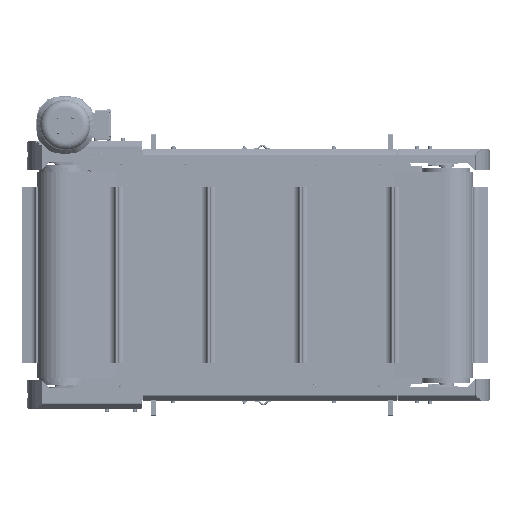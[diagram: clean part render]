
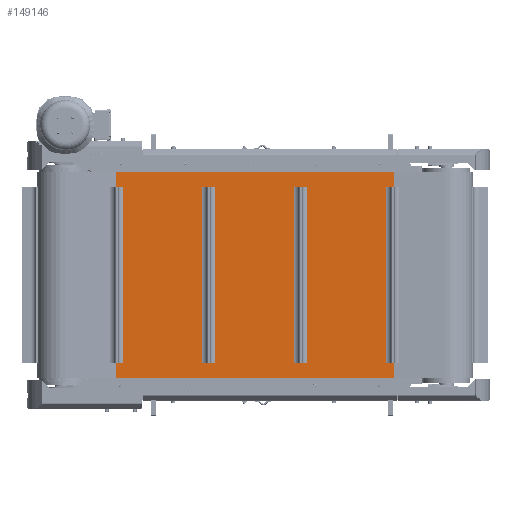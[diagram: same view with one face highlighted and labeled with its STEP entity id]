
A CAD part, left-side view. The second image highlights one B-rep face of the part: STEP entity #149146.
In plain terms, the highlighted planar face has unit normal (-1, 0, 0).
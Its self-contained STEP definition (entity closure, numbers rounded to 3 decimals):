
#5236=FACE_BOUND('',#20644,.T.);
#5237=FACE_BOUND('',#20645,.T.);
#6750=PLANE('',#158565);
#12238=FACE_OUTER_BOUND('',#20643,.T.);
#20643=EDGE_LOOP('',(#100784,#100785,#100786,#100787,#100788,#100789,#100790,
#100791,#100792,#100793,#100794,#100795));
#20644=EDGE_LOOP('',(#100796,#100797,#100798,#100799));
#20645=EDGE_LOOP('',(#100800,#100801,#100802,#100803));
#29945=LINE('',#215695,#43186);
#29951=LINE('',#215711,#43192);
#29964=LINE('',#215740,#43205);
#29966=LINE('',#215745,#43207);
#29970=LINE('',#215752,#43211);
#29971=LINE('',#215756,#43212);
#29975=LINE('',#215764,#43216);
#29988=LINE('',#215798,#43229);
#29990=LINE('',#215801,#43231);
#29991=LINE('',#215805,#43232);
#29995=LINE('',#215813,#43236);
#30008=LINE('',#215847,#43249);
#30010=LINE('',#215850,#43251);
#30011=LINE('',#215854,#43252);
#30029=LINE('',#215899,#43270);
#30032=LINE('',#215903,#43273);
#30033=LINE('',#215906,#43274);
#30034=LINE('',#215907,#43275);
#30035=LINE('',#215909,#43276);
#30036=LINE('',#215910,#43277);
#43186=VECTOR('',#174529,10.);
#43192=VECTOR('',#174541,10.);
#43205=VECTOR('',#174570,10.);
#43207=VECTOR('',#174576,10.);
#43211=VECTOR('',#174580,10.);
#43212=VECTOR('',#174583,10.);
#43216=VECTOR('',#174589,10.);
#43229=VECTOR('',#174622,10.);
#43231=VECTOR('',#174626,10.);
#43232=VECTOR('',#174629,10.);
#43236=VECTOR('',#174635,10.);
#43249=VECTOR('',#174668,10.);
#43251=VECTOR('',#174672,10.);
#43252=VECTOR('',#174675,10.);
#43270=VECTOR('',#174715,10.);
#43273=VECTOR('',#174720,10.);
#43274=VECTOR('',#174723,10.);
#43275=VECTOR('',#174724,10.);
#43276=VECTOR('',#174725,10.);
#43277=VECTOR('',#174726,10.);
#61884=VERTEX_POINT('',#215691);
#61886=VERTEX_POINT('',#215694);
#61893=VERTEX_POINT('',#215710);
#61901=VERTEX_POINT('',#215737);
#61902=VERTEX_POINT('',#215744);
#61905=VERTEX_POINT('',#215750);
#61906=VERTEX_POINT('',#215754);
#61907=VERTEX_POINT('',#215755);
#61910=VERTEX_POINT('',#215763);
#61921=VERTEX_POINT('',#215797);
#61922=VERTEX_POINT('',#215803);
#61923=VERTEX_POINT('',#215804);
#61926=VERTEX_POINT('',#215812);
#61937=VERTEX_POINT('',#215846);
#61938=VERTEX_POINT('',#215852);
#61939=VERTEX_POINT('',#215853);
#61954=VERTEX_POINT('',#215897);
#61955=VERTEX_POINT('',#215898);
#61956=VERTEX_POINT('',#215905);
#61957=VERTEX_POINT('',#215908);
#76668=EDGE_CURVE('',#61886,#61884,#29945,.T.);
#76676=EDGE_CURVE('',#61893,#61886,#29951,.T.);
#76691=EDGE_CURVE('',#61901,#61893,#29964,.T.);
#76693=EDGE_CURVE('',#61902,#61901,#29966,.T.);
#76697=EDGE_CURVE('',#61884,#61905,#29970,.T.);
#76698=EDGE_CURVE('',#61906,#61907,#29971,.T.);
#76702=EDGE_CURVE('',#61910,#61906,#29975,.T.);
#76719=EDGE_CURVE('',#61921,#61910,#29988,.T.);
#76721=EDGE_CURVE('',#61907,#61921,#29990,.T.);
#76722=EDGE_CURVE('',#61922,#61923,#29991,.T.);
#76726=EDGE_CURVE('',#61926,#61922,#29995,.T.);
#76743=EDGE_CURVE('',#61937,#61926,#30008,.T.);
#76745=EDGE_CURVE('',#61923,#61937,#30010,.T.);
#76746=EDGE_CURVE('',#61938,#61939,#30011,.T.);
#76768=EDGE_CURVE('',#61954,#61955,#30029,.T.);
#76771=EDGE_CURVE('',#61939,#61954,#30032,.T.);
#76772=EDGE_CURVE('',#61956,#61905,#30033,.T.);
#76773=EDGE_CURVE('',#61956,#61938,#30034,.T.);
#76774=EDGE_CURVE('',#61955,#61957,#30035,.T.);
#76775=EDGE_CURVE('',#61902,#61957,#30036,.T.);
#100784=ORIENTED_EDGE('',*,*,#76668,.T.);
#100785=ORIENTED_EDGE('',*,*,#76697,.T.);
#100786=ORIENTED_EDGE('',*,*,#76772,.F.);
#100787=ORIENTED_EDGE('',*,*,#76773,.T.);
#100788=ORIENTED_EDGE('',*,*,#76746,.T.);
#100789=ORIENTED_EDGE('',*,*,#76771,.T.);
#100790=ORIENTED_EDGE('',*,*,#76768,.T.);
#100791=ORIENTED_EDGE('',*,*,#76774,.T.);
#100792=ORIENTED_EDGE('',*,*,#76775,.F.);
#100793=ORIENTED_EDGE('',*,*,#76693,.T.);
#100794=ORIENTED_EDGE('',*,*,#76691,.T.);
#100795=ORIENTED_EDGE('',*,*,#76676,.T.);
#100796=ORIENTED_EDGE('',*,*,#76702,.T.);
#100797=ORIENTED_EDGE('',*,*,#76698,.T.);
#100798=ORIENTED_EDGE('',*,*,#76721,.T.);
#100799=ORIENTED_EDGE('',*,*,#76719,.T.);
#100800=ORIENTED_EDGE('',*,*,#76726,.T.);
#100801=ORIENTED_EDGE('',*,*,#76722,.T.);
#100802=ORIENTED_EDGE('',*,*,#76745,.T.);
#100803=ORIENTED_EDGE('',*,*,#76743,.T.);
#149146=ADVANCED_FACE('',(#12238,#5236,#5237),#6750,.T.);
#158565=AXIS2_PLACEMENT_3D('',#215904,#174721,#174722);
#174529=DIRECTION('',(0.,-1.,0.));
#174541=DIRECTION('',(0.,0.,1.));
#174570=DIRECTION('',(0.,1.,0.));
#174576=DIRECTION('',(0.,0.,1.));
#174580=DIRECTION('',(0.,0.,1.));
#174583=DIRECTION('',(0.,0.,1.));
#174589=DIRECTION('',(0.,1.,0.));
#174622=DIRECTION('',(0.,0.,-1.));
#174626=DIRECTION('',(0.,-1.,0.));
#174629=DIRECTION('',(0.,0.,1.));
#174635=DIRECTION('',(0.,1.,0.));
#174668=DIRECTION('',(0.,0.,-1.));
#174672=DIRECTION('',(0.,-1.,0.));
#174675=DIRECTION('',(0.,-1.,0.));
#174715=DIRECTION('',(0.,1.,0.));
#174720=DIRECTION('',(0.,0.,-1.));
#174721=DIRECTION('center_axis',(-1.,0.,0.));
#174722=DIRECTION('ref_axis',(0.,-1.,0.));
#174723=DIRECTION('',(0.,-1.,0.));
#174724=DIRECTION('',(0.,0.,-1.));
#174725=DIRECTION('',(0.,0.,-1.));
#174726=DIRECTION('',(0.,1.,0.));
#215691=CARTESIAN_POINT('',(-157.35,-500.901,300.));
#215694=CARTESIAN_POINT('',(-157.35,-476.416,300.));
#215695=CARTESIAN_POINT('',(-157.35,-28.158,300.));
#215710=CARTESIAN_POINT('',(-157.35,-476.416,-300.));
#215711=CARTESIAN_POINT('',(-157.35,-476.416,0.));
#215737=CARTESIAN_POINT('',(-157.35,-500.901,-300.));
#215740=CARTESIAN_POINT('',(-157.35,-28.158,-300.));
#215744=CARTESIAN_POINT('',(-157.35,-500.901,-350.));
#215745=CARTESIAN_POINT('',(-157.35,-500.901,0.));
#215750=CARTESIAN_POINT('',(-157.35,-500.901,350.));
#215752=CARTESIAN_POINT('',(-157.35,-500.901,0.));
#215754=CARTESIAN_POINT('',(-157.35,-163.675,-300.));
#215755=CARTESIAN_POINT('',(-157.35,-163.675,300.));
#215756=CARTESIAN_POINT('',(-157.35,-163.675,0.));
#215763=CARTESIAN_POINT('',(-157.35,-207.675,-300.));
#215764=CARTESIAN_POINT('',(-157.35,128.213,-300.));
#215797=CARTESIAN_POINT('',(-157.35,-207.675,300.));
#215798=CARTESIAN_POINT('',(-157.35,-207.675,0.));
#215801=CARTESIAN_POINT('',(-157.35,128.213,300.));
#215803=CARTESIAN_POINT('',(-157.35,149.066,-300.));
#215804=CARTESIAN_POINT('',(-157.35,149.066,300.));
#215805=CARTESIAN_POINT('',(-157.35,149.066,0.));
#215812=CARTESIAN_POINT('',(-157.35,105.066,-300.));
#215813=CARTESIAN_POINT('',(-157.35,284.583,-300.));
#215846=CARTESIAN_POINT('',(-157.35,105.066,300.));
#215847=CARTESIAN_POINT('',(-157.35,105.066,0.));
#215850=CARTESIAN_POINT('',(-157.35,284.583,300.));
#215852=CARTESIAN_POINT('',(-157.35,442.101,300.));
#215853=CARTESIAN_POINT('',(-157.35,417.807,300.));
#215854=CARTESIAN_POINT('',(-157.35,440.954,300.));
#215897=CARTESIAN_POINT('',(-157.35,417.807,-300.));
#215898=CARTESIAN_POINT('',(-157.35,442.101,-300.));
#215899=CARTESIAN_POINT('',(-157.35,440.954,-300.));
#215903=CARTESIAN_POINT('',(-157.35,417.807,0.));
#215904=CARTESIAN_POINT('Origin',(-157.35,442.101,0.));
#215905=CARTESIAN_POINT('',(-157.35,442.101,350.));
#215906=CARTESIAN_POINT('',(-157.35,442.101,350.));
#215907=CARTESIAN_POINT('',(-157.35,442.101,0.));
#215908=CARTESIAN_POINT('',(-157.35,442.101,-350.));
#215909=CARTESIAN_POINT('',(-157.35,442.101,0.));
#215910=CARTESIAN_POINT('',(-157.35,442.101,-350.));
